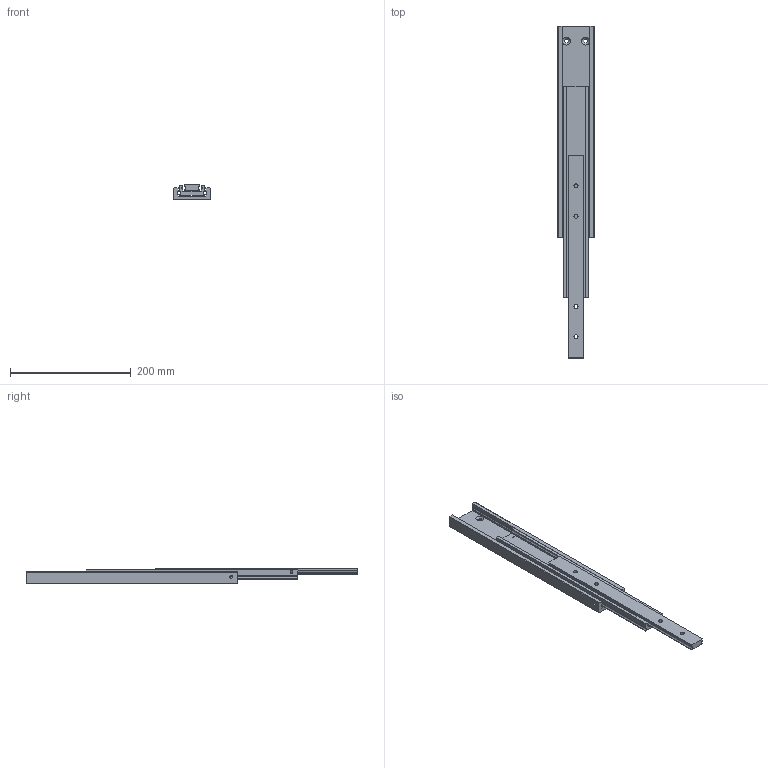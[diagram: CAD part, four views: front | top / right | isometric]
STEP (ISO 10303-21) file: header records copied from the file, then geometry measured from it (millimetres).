
FILE_DESCRIPTION((''),'2;1');
FILE_NAME('TSRT-60 350.stp','2021-04-26T22:41:05',(''),(''),'Mechanical Desktop 2006','Mechanical Desktop 2006',', , ');
FILE_SCHEMA(('CONFIG_CONTROL_DESIGN'));
Length unit declared in the file: millimetre
Products named in the file (4): TSRT-60 A; INNER BEAM 6; MIDDLE BEAM; OUTER BEAM
Assembly tree (3 placements, depth 2):
  TSRT-60 A
    INNER BEAM 6
    MIDDLE BEAM
    OUTER BEAM
Bounding box: 60 x 550 x 26 mm (x, y, z)
Volume: 371516 mm3; surface area: 140635.3 mm2
Topology: 3 solids, 4 shells, 137 faces, 383 edges, 243 vertices
Faces by surface type: cylinder 68, plane 45, cone 24
Entity records: 5065 total; most frequent: CARTESIAN_POINT 1318, DIRECTION 764, ORIENTED_EDGE 756, EDGE_CURVE 378, AXIS2_PLACEMENT_3D 281, VERTEX_POINT 243, VECTOR 202, LINE 202
